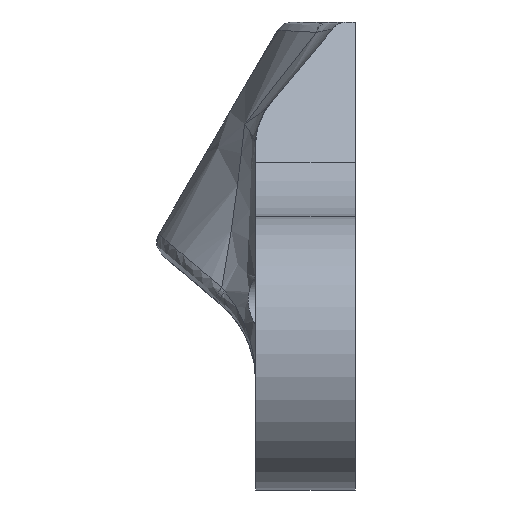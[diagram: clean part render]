
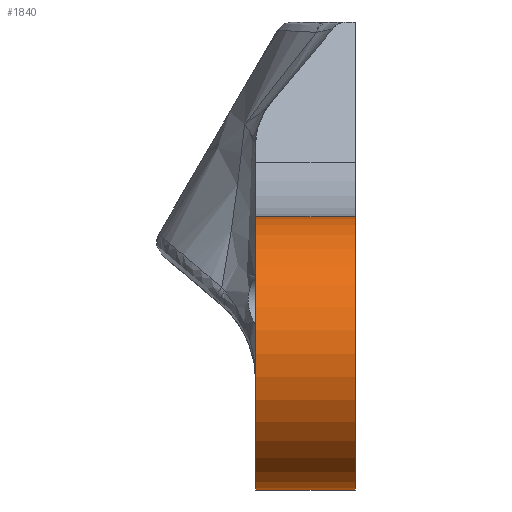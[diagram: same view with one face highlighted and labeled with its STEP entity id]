
A CAD part, left-side view. The second image highlights one B-rep face of the part: STEP entity #1840.
In plain terms, the highlighted cylindrical face has radius 4.116 mm (diameter 8.231 mm), a partial arc.
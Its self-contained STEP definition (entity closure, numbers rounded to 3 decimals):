
#132 = EDGE_LOOP ( 'NONE', ( #1770, #1822, #2141, #2791 ) ) ;
#403 = AXIS2_PLACEMENT_3D ( 'NONE', #2585, #2528, #862 ) ;
#477 = CARTESIAN_POINT ( 'NONE',  ( -16., 0., -1.58 ) ) ;
#543 = CARTESIAN_POINT ( 'NONE',  ( -16., 0., -5.696 ) ) ;
#746 = CIRCLE ( 'NONE', #1142, 4.116 ) ;
#767 = CARTESIAN_POINT ( 'NONE',  ( -16., 3., -1.58 ) ) ;
#840 = AXIS2_PLACEMENT_3D ( 'NONE', #767, #2454, #2715 ) ;
#862 = DIRECTION ( 'NONE',  ( 0., 0., 1. ) ) ;
#1061 = VERTEX_POINT ( 'NONE', #1215 ) ;
#1142 = AXIS2_PLACEMENT_3D ( 'NONE', #477, #2592, #2657 ) ;
#1215 = CARTESIAN_POINT ( 'NONE',  ( -16.014, 0., 2.536 ) ) ;
#1249 = CIRCLE ( 'NONE', #403, 4.116 ) ;
#1335 = EDGE_CURVE ( 'NONE', #1838, #2091, #2938, .T. ) ;
#1395 = VECTOR ( 'NONE', #2477, 1000. ) ;
#1487 = CARTESIAN_POINT ( 'NONE',  ( -16.014, 3., 2.536 ) ) ;
#1630 = EDGE_CURVE ( 'NONE', #1838, #2086, #1249, .T. ) ;
#1727 = CARTESIAN_POINT ( 'NONE',  ( -16.014, 3., 2.536 ) ) ;
#1733 = DIRECTION ( 'NONE',  ( 0., 1., 0. ) ) ;
#1747 = CARTESIAN_POINT ( 'NONE',  ( -16., 3., -5.696 ) ) ;
#1770 = ORIENTED_EDGE ( 'NONE', *, *, #1630, .F. ) ;
#1822 = ORIENTED_EDGE ( 'NONE', *, *, #1335, .T. ) ;
#1838 = VERTEX_POINT ( 'NONE', #1747 ) ;
#1840 = ADVANCED_FACE ( 'NONE', ( #2219 ), #1991, .T. ) ;
#1991 = CYLINDRICAL_SURFACE ( 'NONE', #840, 4.116 ) ;
#2015 = EDGE_CURVE ( 'NONE', #2091, #1061, #746, .T. ) ;
#2043 = LINE ( 'NONE', #1487, #2995 ) ;
#2086 = VERTEX_POINT ( 'NONE', #1727 ) ;
#2091 = VERTEX_POINT ( 'NONE', #543 ) ;
#2141 = ORIENTED_EDGE ( 'NONE', *, *, #2015, .T. ) ;
#2219 = FACE_OUTER_BOUND ( 'NONE', #132, .T. ) ;
#2267 = CARTESIAN_POINT ( 'NONE',  ( -16., 3., -5.696 ) ) ;
#2446 = EDGE_CURVE ( 'NONE', #1061, #2086, #2043, .T. ) ;
#2454 = DIRECTION ( 'NONE',  ( 0., -1., 0. ) ) ;
#2477 = DIRECTION ( 'NONE',  ( 0., -1., 0. ) ) ;
#2528 = DIRECTION ( 'NONE',  ( 0., 1., 0. ) ) ;
#2585 = CARTESIAN_POINT ( 'NONE',  ( -16., 3., -1.58 ) ) ;
#2592 = DIRECTION ( 'NONE',  ( 0., 1., 0. ) ) ;
#2657 = DIRECTION ( 'NONE',  ( 0., 0., 1. ) ) ;
#2715 = DIRECTION ( 'NONE',  ( 0., 0., -1. ) ) ;
#2791 = ORIENTED_EDGE ( 'NONE', *, *, #2446, .T. ) ;
#2938 = LINE ( 'NONE', #2267, #1395 ) ;
#2995 = VECTOR ( 'NONE', #1733, 1000. ) ;
